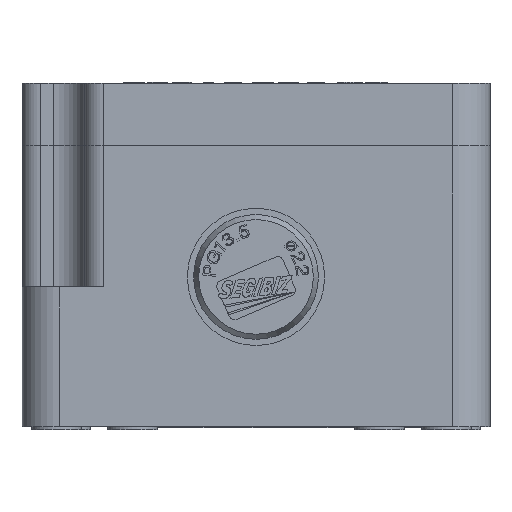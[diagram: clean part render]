
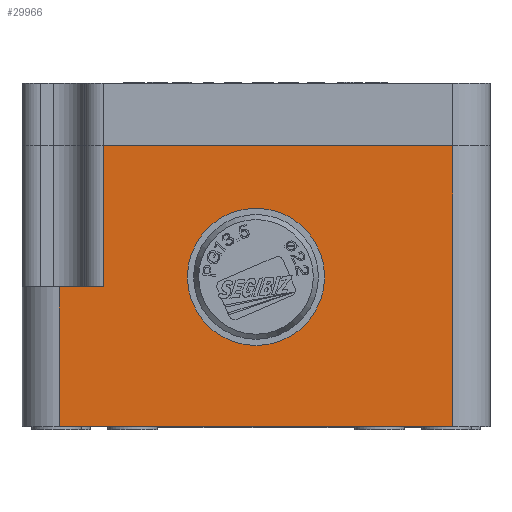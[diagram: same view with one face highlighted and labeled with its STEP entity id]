
A CAD part, left-side view. The second image highlights one B-rep face of the part: STEP entity #29966.
In plain terms, the highlighted planar face has unit normal (-1, 0, 0).
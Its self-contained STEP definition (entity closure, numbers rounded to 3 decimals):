
#22997=CIRCLE('',#114809,11.);
#24644=FACE_BOUND('',#39466,.T.);
#24645=FACE_BOUND('',#39467,.T.);
#26514=PLANE('',#114810);
#29966=ADVANCED_FACE('',(#24644,#24645),#26514,.T.);
#39466=EDGE_LOOP('',(#69121));
#39467=EDGE_LOOP('',(#69122,#69123,#69124,#69125,#69126,#69127));
#46654=LINE('',#150465,#56079);
#46675=LINE('',#150575,#56100);
#46699=LINE('',#150667,#56124);
#46700=LINE('',#150671,#56125);
#46701=LINE('',#150673,#56126);
#46702=LINE('',#150674,#56127);
#56079=VECTOR('',#124796,1.);
#56100=VECTOR('',#124891,1.);
#56124=VECTOR('',#124967,1.);
#56125=VECTOR('',#124972,1.);
#56126=VECTOR('',#124973,1.);
#56127=VECTOR('',#124974,1.);
#69121=ORIENTED_EDGE('',*,*,#101344,.F.);
#69122=ORIENTED_EDGE('',*,*,#101345,.F.);
#69123=ORIENTED_EDGE('',*,*,#101343,.F.);
#69124=ORIENTED_EDGE('',*,*,#101244,.T.);
#69125=ORIENTED_EDGE('',*,*,#101346,.T.);
#69126=ORIENTED_EDGE('',*,*,#101296,.F.);
#69127=ORIENTED_EDGE('',*,*,#101347,.F.);
#91413=VERTEX_POINT('',#150452);
#91419=VERTEX_POINT('',#150464);
#91471=VERTEX_POINT('',#150574);
#91472=VERTEX_POINT('',#150576);
#91513=VERTEX_POINT('',#150666);
#91514=VERTEX_POINT('',#150670);
#91515=VERTEX_POINT('',#150672);
#101244=EDGE_CURVE('',#91413,#91419,#46654,.T.);
#101296=EDGE_CURVE('',#91471,#91472,#46675,.T.);
#101343=EDGE_CURVE('',#91413,#91513,#46699,.T.);
#101344=EDGE_CURVE('',#91514,#91514,#22997,.T.);
#101345=EDGE_CURVE('',#91513,#91515,#46700,.T.);
#101346=EDGE_CURVE('',#91419,#91472,#46701,.T.);
#101347=EDGE_CURVE('',#91515,#91471,#46702,.T.);
#114809=AXIS2_PLACEMENT_3D('',#150669,#124970,#124971);
#114810=AXIS2_PLACEMENT_3D('',#150675,#124975,#124976);
#124796=DIRECTION('',(0.,-1.,0.));
#124891=DIRECTION('',(0.,-1.,0.));
#124967=DIRECTION('',(0.,0.,1.));
#124970=DIRECTION('',(-1.,0.,0.));
#124971=DIRECTION('',(0.,0.,-1.));
#124972=DIRECTION('',(0.,-1.,0.));
#124973=DIRECTION('',(0.,0.,1.));
#124974=DIRECTION('',(0.,0.,1.));
#124975=DIRECTION('',(-1.,0.,0.));
#124976=DIRECTION('',(0.,-1.,0.));
#150452=CARTESIAN_POINT('',(-85.,31.5,-45.));
#150464=CARTESIAN_POINT('',(-85.,-31.5,-45.));
#150465=CARTESIAN_POINT('',(-85.,31.5,-45.));
#150574=CARTESIAN_POINT('',(-85.,24.5,0.));
#150575=CARTESIAN_POINT('',(-85.,0.,0.));
#150576=CARTESIAN_POINT('',(-85.,-31.5,0.));
#150666=CARTESIAN_POINT('',(-85.,31.5,-22.6));
#150667=CARTESIAN_POINT('',(-85.,31.5,-44.9));
#150669=CARTESIAN_POINT('',(-85.,0.,-21.));
#150670=CARTESIAN_POINT('',(-85.,0.,-32.));
#150671=CARTESIAN_POINT('',(-85.,31.5,-22.6));
#150672=CARTESIAN_POINT('',(-85.,24.5,-22.6));
#150673=CARTESIAN_POINT('',(-85.,-31.5,-44.9));
#150674=CARTESIAN_POINT('',(-85.,24.5,-22.6));
#150675=CARTESIAN_POINT('',(-85.,0.,-44.9));
